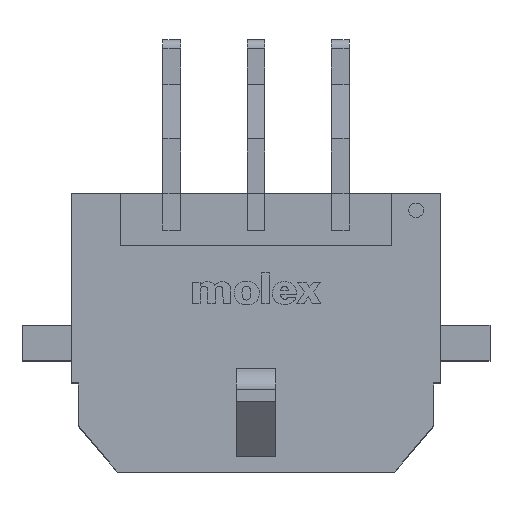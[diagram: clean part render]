
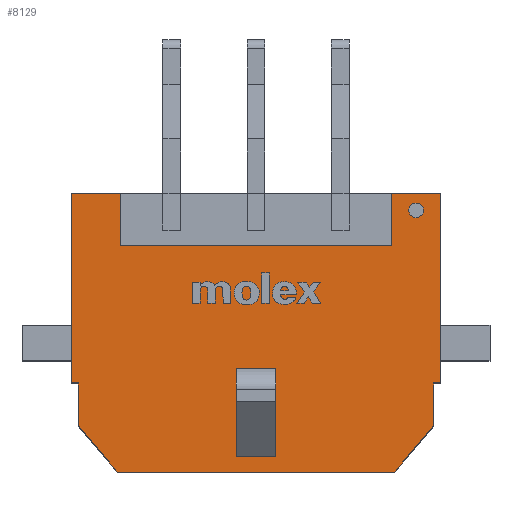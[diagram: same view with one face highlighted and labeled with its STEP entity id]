
A CAD part, top view. The second image highlights one B-rep face of the part: STEP entity #8129.
In plain terms, the highlighted face is planar.
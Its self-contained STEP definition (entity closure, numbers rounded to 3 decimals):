
#339=FACE_BOUND('',#860,.T.);
#374=FACE_OUTER_BOUND('',#859,.T.);
#859=EDGE_LOOP('',(#5481,#5482,#5483,#5484,#5485,#5486,#5487,#5488,#5489,
#5490,#5491,#5492,#5493,#5494));
#860=EDGE_LOOP('',(#5495,#5496,#5497,#5498));
#1388=LINE('',#11416,#2409);
#1421=LINE('',#11485,#2442);
#1423=LINE('',#11492,#2444);
#1424=LINE('',#11494,#2445);
#1425=LINE('',#11496,#2446);
#1426=LINE('',#11498,#2447);
#1427=LINE('',#11500,#2448);
#1428=LINE('',#11501,#2449);
#1429=LINE('',#11503,#2450);
#1430=LINE('',#11505,#2451);
#1431=LINE('',#11507,#2452);
#1432=LINE('',#11509,#2453);
#1433=LINE('',#11511,#2454);
#1434=LINE('',#11513,#2455);
#1435=LINE('',#11514,#2456);
#1436=LINE('',#11516,#2457);
#1437=LINE('',#11518,#2458);
#1438=LINE('',#11519,#2459);
#2409=VECTOR('',#9338,10.);
#2442=VECTOR('',#9375,10.);
#2444=VECTOR('',#9381,10.);
#2445=VECTOR('',#9382,10.);
#2446=VECTOR('',#9383,10.);
#2447=VECTOR('',#9384,10.);
#2448=VECTOR('',#9385,10.);
#2449=VECTOR('',#9386,10.);
#2450=VECTOR('',#9387,10.);
#2451=VECTOR('',#9388,10.);
#2452=VECTOR('',#9389,10.);
#2453=VECTOR('',#9390,10.);
#2454=VECTOR('',#9391,10.);
#2455=VECTOR('',#9392,10.);
#2456=VECTOR('',#9393,10.);
#2457=VECTOR('',#9394,10.);
#2458=VECTOR('',#9395,10.);
#2459=VECTOR('',#9396,10.);
#3414=VERTEX_POINT('',#11413);
#3415=VERTEX_POINT('',#11415);
#3448=VERTEX_POINT('',#11482);
#3449=VERTEX_POINT('',#11484);
#3451=VERTEX_POINT('',#11490);
#3452=VERTEX_POINT('',#11491);
#3453=VERTEX_POINT('',#11493);
#3454=VERTEX_POINT('',#11495);
#3455=VERTEX_POINT('',#11497);
#3456=VERTEX_POINT('',#11499);
#3457=VERTEX_POINT('',#11502);
#3458=VERTEX_POINT('',#11504);
#3459=VERTEX_POINT('',#11506);
#3460=VERTEX_POINT('',#11508);
#3461=VERTEX_POINT('',#11510);
#3462=VERTEX_POINT('',#11512);
#3463=VERTEX_POINT('',#11515);
#3464=VERTEX_POINT('',#11517);
#4212=EDGE_CURVE('',#3415,#3414,#1388,.T.);
#4246=EDGE_CURVE('',#3448,#3449,#1421,.T.);
#4249=EDGE_CURVE('',#3451,#3452,#1423,.T.);
#4250=EDGE_CURVE('',#3451,#3453,#1424,.T.);
#4251=EDGE_CURVE('',#3454,#3453,#1425,.F.);
#4252=EDGE_CURVE('',#3455,#3454,#1426,.F.);
#4253=EDGE_CURVE('',#3455,#3456,#1427,.F.);
#4254=EDGE_CURVE('',#3415,#3456,#1428,.T.);
#4255=EDGE_CURVE('',#3457,#3414,#1429,.T.);
#4256=EDGE_CURVE('',#3458,#3457,#1430,.F.);
#4257=EDGE_CURVE('',#3458,#3459,#1431,.T.);
#4258=EDGE_CURVE('',#3460,#3459,#1432,.F.);
#4259=EDGE_CURVE('',#3460,#3461,#1433,.T.);
#4260=EDGE_CURVE('',#3461,#3462,#1434,.F.);
#4261=EDGE_CURVE('',#3452,#3462,#1435,.T.);
#4262=EDGE_CURVE('',#3463,#3449,#1436,.T.);
#4263=EDGE_CURVE('',#3464,#3448,#1437,.T.);
#4264=EDGE_CURVE('',#3463,#3464,#1438,.T.);
#5481=ORIENTED_EDGE('',*,*,#4249,.F.);
#5482=ORIENTED_EDGE('',*,*,#4250,.T.);
#5483=ORIENTED_EDGE('',*,*,#4251,.F.);
#5484=ORIENTED_EDGE('',*,*,#4252,.F.);
#5485=ORIENTED_EDGE('',*,*,#4253,.T.);
#5486=ORIENTED_EDGE('',*,*,#4254,.F.);
#5487=ORIENTED_EDGE('',*,*,#4212,.T.);
#5488=ORIENTED_EDGE('',*,*,#4255,.F.);
#5489=ORIENTED_EDGE('',*,*,#4256,.F.);
#5490=ORIENTED_EDGE('',*,*,#4257,.T.);
#5491=ORIENTED_EDGE('',*,*,#4258,.F.);
#5492=ORIENTED_EDGE('',*,*,#4259,.T.);
#5493=ORIENTED_EDGE('',*,*,#4260,.T.);
#5494=ORIENTED_EDGE('',*,*,#4261,.F.);
#5495=ORIENTED_EDGE('',*,*,#4262,.T.);
#5496=ORIENTED_EDGE('',*,*,#4246,.F.);
#5497=ORIENTED_EDGE('',*,*,#4263,.F.);
#5498=ORIENTED_EDGE('',*,*,#4264,.F.);
#7734=PLANE('',#8734);
#8129=ADVANCED_FACE('',(#374,#339),#7734,.T.);
#8734=AXIS2_PLACEMENT_3D('',#11489,#9379,#9380);
#9338=DIRECTION('',(1.,0.,0.));
#9375=DIRECTION('',(-1.,0.,0.));
#9379=DIRECTION('center_axis',(0.,1.,0.));
#9380=DIRECTION('ref_axis',(0.,0.,1.));
#9381=DIRECTION('',(0.,0.,1.));
#9382=DIRECTION('',(-1.,0.,0.));
#9383=DIRECTION('',(0.,0.,1.));
#9384=DIRECTION('',(1.,0.,0.));
#9385=DIRECTION('',(0.,0.,-1.));
#9386=DIRECTION('',(-0.647,0.,-0.763));
#9387=DIRECTION('',(-0.647,0.,0.763));
#9388=DIRECTION('',(0.,0.,-1.));
#9389=DIRECTION('',(1.,0.,0.));
#9390=DIRECTION('',(0.,0.,-1.));
#9391=DIRECTION('',(-1.,0.,0.));
#9392=DIRECTION('',(0.,0.,-1.));
#9393=DIRECTION('',(1.,0.,0.));
#9394=DIRECTION('',(0.,0.,-1.));
#9395=DIRECTION('',(0.,0.,-1.));
#9396=DIRECTION('',(1.,0.,0.));
#11413=CARTESIAN_POINT('',(4.925,3.44,4.955));
#11415=CARTESIAN_POINT('',(-4.925,3.44,4.955));
#11416=CARTESIAN_POINT('',(-6.325,3.44,4.955));
#11482=CARTESIAN_POINT('',(0.7,3.44,1.255));
#11484=CARTESIAN_POINT('',(-0.7,3.44,1.255));
#11485=CARTESIAN_POINT('',(-3.513,3.44,1.255));
#11489=CARTESIAN_POINT('Origin',(-6.325,3.44,-4.955));
#11490=CARTESIAN_POINT('',(-4.825,3.44,-4.955));
#11491=CARTESIAN_POINT('',(-4.825,3.44,-3.105));
#11492=CARTESIAN_POINT('',(-4.825,3.44,-4.955));
#11493=CARTESIAN_POINT('',(-6.575,3.44,-4.955));
#11494=CARTESIAN_POINT('',(-6.325,3.44,-4.955));
#11495=CARTESIAN_POINT('',(-6.575,3.44,1.785));
#11496=CARTESIAN_POINT('',(-6.575,3.44,-2.478));
#11497=CARTESIAN_POINT('',(-6.325,3.44,1.785));
#11498=CARTESIAN_POINT('',(-6.325,3.44,1.785));
#11499=CARTESIAN_POINT('',(-6.325,3.44,3.305));
#11500=CARTESIAN_POINT('',(-6.325,3.44,-2.478));
#11501=CARTESIAN_POINT('',(-7.662,3.44,1.729));
#11502=CARTESIAN_POINT('',(6.325,3.44,3.305));
#11503=CARTESIAN_POINT('',(5.715,3.44,4.024));
#11504=CARTESIAN_POINT('',(6.325,3.44,1.785));
#11505=CARTESIAN_POINT('',(6.325,3.44,-2.478));
#11506=CARTESIAN_POINT('',(6.575,3.44,1.785));
#11507=CARTESIAN_POINT('',(0.,3.44,1.785));
#11508=CARTESIAN_POINT('',(6.575,3.44,-4.955));
#11509=CARTESIAN_POINT('',(6.575,3.44,-2.478));
#11510=CARTESIAN_POINT('',(4.825,3.44,-4.955));
#11511=CARTESIAN_POINT('',(-6.325,3.44,-4.955));
#11512=CARTESIAN_POINT('',(4.825,3.44,-3.105));
#11513=CARTESIAN_POINT('',(4.825,3.44,-4.03));
#11514=CARTESIAN_POINT('',(-5.575,3.44,-3.105));
#11515=CARTESIAN_POINT('',(-0.7,3.44,4.403));
#11516=CARTESIAN_POINT('',(-0.7,3.44,-2.478));
#11517=CARTESIAN_POINT('',(0.7,3.44,4.403));
#11518=CARTESIAN_POINT('',(0.7,3.44,-2.478));
#11519=CARTESIAN_POINT('',(-3.513,3.44,4.403));
